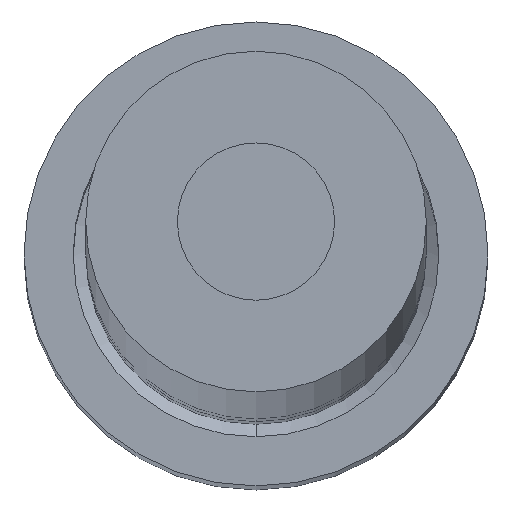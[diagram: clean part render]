
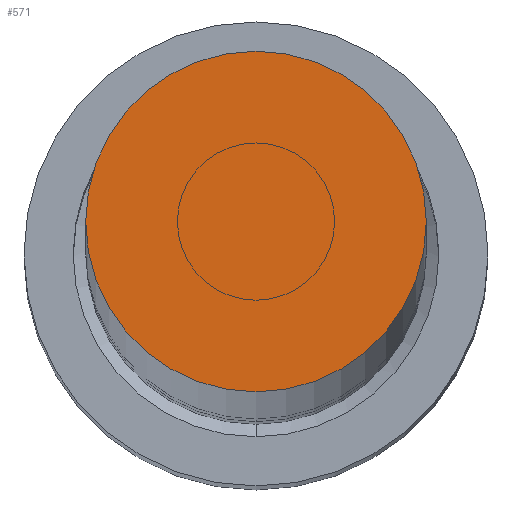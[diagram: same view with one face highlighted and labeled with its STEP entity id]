
A CAD part, top view. The second image highlights one B-rep face of the part: STEP entity #571.
In plain terms, the highlighted face is planar.
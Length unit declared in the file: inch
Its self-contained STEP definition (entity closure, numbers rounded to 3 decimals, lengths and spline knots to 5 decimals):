
#364=CARTESIAN_POINT('',(-120.,0.,0.));
#365=DIRECTION('',(-1.,0.,0.));
#366=DIRECTION('',(0.,-1.,0.));
#367=AXIS2_PLACEMENT_3D('',#364,#365,#366);
#369=CARTESIAN_POINT('',(-120.,0.,0.));
#370=DIRECTION('',(-1.,0.,0.));
#371=DIRECTION('',(0.,1.,0.));
#372=AXIS2_PLACEMENT_3D('',#369,#370,#371);
#386=CARTESIAN_POINT('',(-120.,-1.1,0.));
#387=CARTESIAN_POINT('',(-120.,1.1,0.));
#388=VERTEX_POINT('',#386);
#389=VERTEX_POINT('',#387);
#562=CARTESIAN_POINT('',(-120.,0.,0.));
#563=DIRECTION('',(-1.,0.,0.));
#564=DIRECTION('',(0.,-1.,0.));
#565=AXIS2_PLACEMENT_3D('',#562,#563,#564);
#566=PLANE('',#565);
#567=ORIENTED_EDGE('',*,*,#542,.F.);
#568=ORIENTED_EDGE('',*,*,#556,.F.);
#569=EDGE_LOOP('',(#567,#568));
#570=FACE_OUTER_BOUND('',#569,.F.);
#571=ADVANCED_FACE('',(#570),#566,.T.);
#368=CIRCLE('',#367,1.1);
#373=CIRCLE('',#372,1.1);
#542=EDGE_CURVE('',#388,#389,#368,.T.);
#556=EDGE_CURVE('',#389,#388,#373,.T.);
